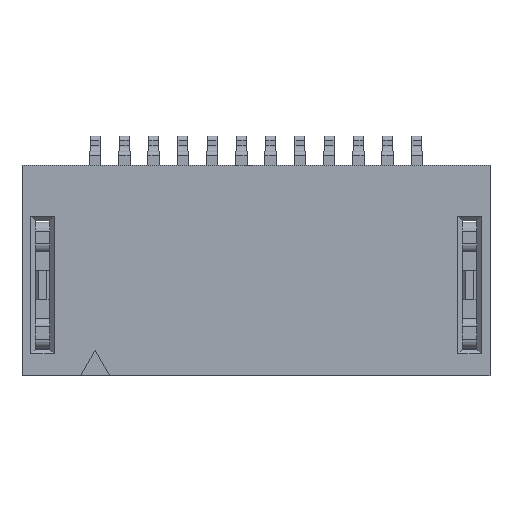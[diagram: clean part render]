
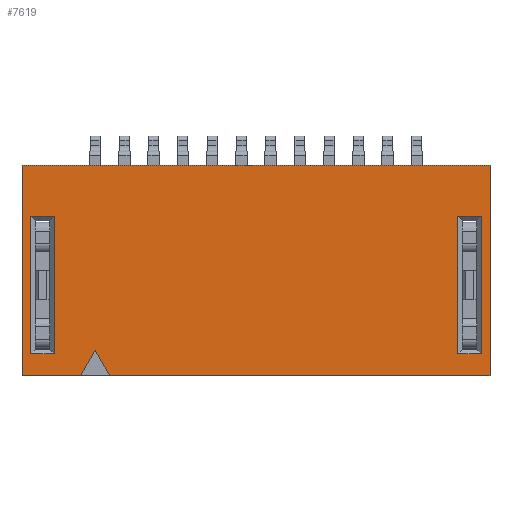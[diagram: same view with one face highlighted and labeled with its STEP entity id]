
A CAD part, top view. The second image highlights one B-rep face of the part: STEP entity #7619.
In plain terms, the highlighted planar face has unit normal (0, 0, 1).
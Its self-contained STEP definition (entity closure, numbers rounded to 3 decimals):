
#398=ORIENTED_EDGE('',*,*,#2708,.T.);
#399=ORIENTED_EDGE('',*,*,#2709,.T.);
#400=ORIENTED_EDGE('',*,*,#2710,.T.);
#401=ORIENTED_EDGE('',*,*,#2711,.T.);
#402=ORIENTED_EDGE('',*,*,#2712,.T.);
#403=ORIENTED_EDGE('',*,*,#2713,.T.);
#404=ORIENTED_EDGE('',*,*,#2714,.T.);
#405=ORIENTED_EDGE('',*,*,#2715,.T.);
#406=ORIENTED_EDGE('',*,*,#2716,.F.);
#407=ORIENTED_EDGE('',*,*,#2717,.T.);
#408=ORIENTED_EDGE('',*,*,#2718,.T.);
#409=ORIENTED_EDGE('',*,*,#2719,.F.);
#410=ORIENTED_EDGE('',*,*,#2720,.T.);
#411=ORIENTED_EDGE('',*,*,#2721,.T.);
#412=ORIENTED_EDGE('',*,*,#2722,.F.);
#2708=EDGE_CURVE('',#3863,#3864,#4609,.T.);
#2709=EDGE_CURVE('',#3864,#3865,#4610,.T.);
#2710=EDGE_CURVE('',#3865,#3866,#4611,.T.);
#2711=EDGE_CURVE('',#3866,#3863,#4612,.T.);
#2712=EDGE_CURVE('',#3867,#3868,#4613,.T.);
#2713=EDGE_CURVE('',#3868,#3869,#4614,.T.);
#2714=EDGE_CURVE('',#3869,#3870,#4615,.T.);
#2715=EDGE_CURVE('',#3870,#3867,#4616,.T.);
#2716=EDGE_CURVE('',#3871,#3872,#4617,.T.);
#2717=EDGE_CURVE('',#3871,#3873,#4618,.T.);
#2718=EDGE_CURVE('',#3873,#3874,#4619,.T.);
#2719=EDGE_CURVE('',#3875,#3874,#4620,.T.);
#2720=EDGE_CURVE('',#3875,#3876,#4621,.T.);
#2721=EDGE_CURVE('',#3876,#3877,#4622,.T.);
#2722=EDGE_CURVE('',#3872,#3877,#4623,.T.);
#3863=VERTEX_POINT('',#11804);
#3864=VERTEX_POINT('',#11805);
#3865=VERTEX_POINT('',#11807);
#3866=VERTEX_POINT('',#11809);
#3867=VERTEX_POINT('',#11812);
#3868=VERTEX_POINT('',#11813);
#3869=VERTEX_POINT('',#11815);
#3870=VERTEX_POINT('',#11817);
#3871=VERTEX_POINT('',#11820);
#3872=VERTEX_POINT('',#11821);
#3873=VERTEX_POINT('',#11823);
#3874=VERTEX_POINT('',#11825);
#3875=VERTEX_POINT('',#11827);
#3876=VERTEX_POINT('',#11829);
#3877=VERTEX_POINT('',#11831);
#4609=LINE('',#11803,#5582);
#4610=LINE('',#11806,#5583);
#4611=LINE('',#11808,#5584);
#4612=LINE('',#11810,#5585);
#4613=LINE('',#11811,#5586);
#4614=LINE('',#11814,#5587);
#4615=LINE('',#11816,#5588);
#4616=LINE('',#11818,#5589);
#4617=LINE('',#11819,#5590);
#4618=LINE('',#11822,#5591);
#4619=LINE('',#11824,#5592);
#4620=LINE('',#11826,#5593);
#4621=LINE('',#11828,#5594);
#4622=LINE('',#11830,#5595);
#4623=LINE('',#11832,#5596);
#5582=VECTOR('',#9636,1000.);
#5583=VECTOR('',#9637,1000.);
#5584=VECTOR('',#9638,1000.);
#5585=VECTOR('',#9639,1000.);
#5586=VECTOR('',#9640,1000.);
#5587=VECTOR('',#9641,1000.);
#5588=VECTOR('',#9642,1000.);
#5589=VECTOR('',#9643,1000.);
#5590=VECTOR('',#9644,1000.);
#5591=VECTOR('',#9645,1000.);
#5592=VECTOR('',#9646,1000.);
#5593=VECTOR('',#9647,1000.);
#5594=VECTOR('',#9648,1000.);
#5595=VECTOR('',#9649,1000.);
#5596=VECTOR('',#9650,1000.);
#6531=EDGE_LOOP('',(#398,#399,#400,#401));
#6532=EDGE_LOOP('',(#402,#403,#404,#405));
#6533=EDGE_LOOP('',(#406,#407,#408,#409,#410,#411,#412));
#6930=FACE_BOUND('',#6531,.T.);
#6931=FACE_BOUND('',#6532,.T.);
#6932=FACE_BOUND('',#6533,.T.);
#7325=PLANE('',#9013);
#7619=ADVANCED_FACE('',(#6930,#6931,#6932),#7325,.T.);
#9013=AXIS2_PLACEMENT_3D('',#11802,#9634,#9635);
#9634=DIRECTION('',(0.,0.,1.));
#9635=DIRECTION('',(0.,-1.,0.));
#9636=DIRECTION('',(-1.,0.,0.));
#9637=DIRECTION('',(0.,1.,0.));
#9638=DIRECTION('',(1.,0.,0.));
#9639=DIRECTION('',(0.,-1.,0.));
#9640=DIRECTION('',(0.,1.,0.));
#9641=DIRECTION('',(1.,0.,0.));
#9642=DIRECTION('',(0.,-1.,0.));
#9643=DIRECTION('',(-1.,0.,0.));
#9644=DIRECTION('',(-1.,0.,0.));
#9645=DIRECTION('',(0.5,0.866,0.));
#9646=DIRECTION('',(0.5,-0.866,0.));
#9647=DIRECTION('',(-1.,0.,0.));
#9648=DIRECTION('',(0.,1.,0.));
#9649=DIRECTION('',(-1.,0.,0.));
#9650=DIRECTION('',(0.,1.,0.));
#11802=CARTESIAN_POINT('',(4.,-1.8,0.58));
#11803=CARTESIAN_POINT('',(3.525,-1.425,0.58));
#11804=CARTESIAN_POINT('',(3.85,-1.425,0.58));
#11805=CARTESIAN_POINT('',(3.45,-1.425,0.58));
#11806=CARTESIAN_POINT('',(3.45,0.85,0.58));
#11807=CARTESIAN_POINT('',(3.45,0.925,0.58));
#11808=CARTESIAN_POINT('',(3.775,0.925,0.58));
#11809=CARTESIAN_POINT('',(3.85,0.925,0.58));
#11810=CARTESIAN_POINT('',(3.85,-1.35,0.58));
#11811=CARTESIAN_POINT('',(-3.85,-1.8,0.58));
#11812=CARTESIAN_POINT('',(-3.85,-1.425,0.58));
#11813=CARTESIAN_POINT('',(-3.85,0.925,0.58));
#11814=CARTESIAN_POINT('',(4.,0.925,0.58));
#11815=CARTESIAN_POINT('',(-3.45,0.925,0.58));
#11816=CARTESIAN_POINT('',(-3.45,-1.8,0.58));
#11817=CARTESIAN_POINT('',(-3.45,-1.425,0.58));
#11818=CARTESIAN_POINT('',(4.,-1.425,0.58));
#11819=CARTESIAN_POINT('',(4.,-1.8,0.58));
#11820=CARTESIAN_POINT('',(-3.,-1.8,0.58));
#11821=CARTESIAN_POINT('',(-4.,-1.8,0.58));
#11822=CARTESIAN_POINT('',(-3.,-1.8,0.58));
#11823=CARTESIAN_POINT('',(-2.75,-1.367,0.58));
#11824=CARTESIAN_POINT('',(-2.75,-1.367,0.58));
#11825=CARTESIAN_POINT('',(-2.5,-1.8,0.58));
#11826=CARTESIAN_POINT('',(4.,-1.8,0.58));
#11827=CARTESIAN_POINT('',(4.,-1.8,0.58));
#11828=CARTESIAN_POINT('',(4.,-1.8,0.58));
#11829=CARTESIAN_POINT('',(4.,1.8,0.58));
#11830=CARTESIAN_POINT('',(4.,1.8,0.58));
#11831=CARTESIAN_POINT('',(-4.,1.8,0.58));
#11832=CARTESIAN_POINT('',(-4.,-1.8,0.58));
